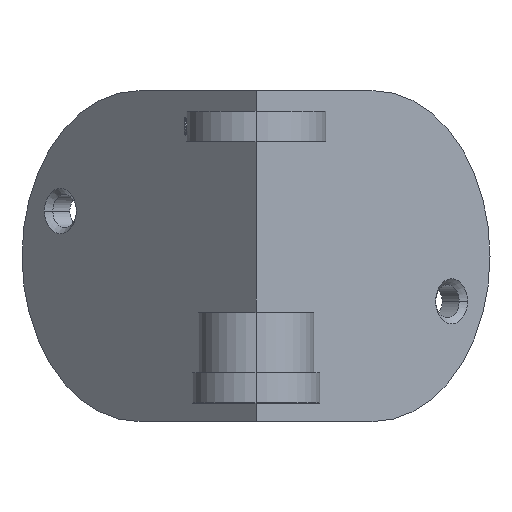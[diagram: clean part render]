
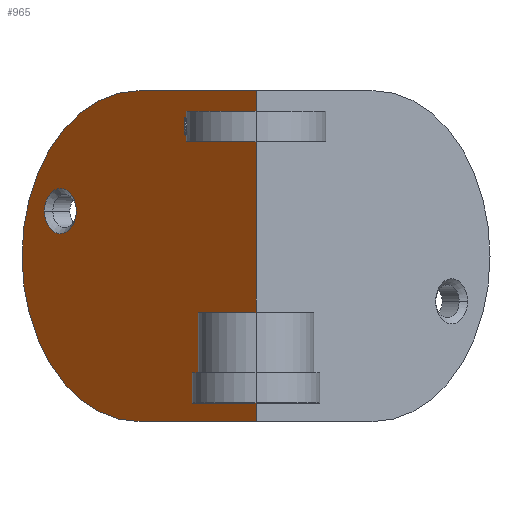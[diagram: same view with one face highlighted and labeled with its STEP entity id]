
A CAD part, top view. The second image highlights one B-rep face of the part: STEP entity #965.
In plain terms, the highlighted planar face has unit normal (-0.707, 0, 0.707).
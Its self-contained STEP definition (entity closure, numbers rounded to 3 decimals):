
#5 = CIRCLE ( 'NONE', #1322, 7.5 ) ;
#68 = CARTESIAN_POINT ( 'NONE',  ( -38.891, 0., -24.749 ) ) ;
#73 = LINE ( 'NONE', #1366, #1834 ) ;
#92 = DIRECTION ( 'NONE',  ( -0.707, 0., 0.707 ) ) ;
#134 = CARTESIAN_POINT ( 'NONE',  ( 0., -55., 14.142 ) ) ;
#165 = CARTESIAN_POINT ( 'NONE',  ( -70.357, 15., -56.215 ) ) ;
#195 = VERTEX_POINT ( 'NONE', #1433 ) ;
#202 = VERTEX_POINT ( 'NONE', #1577 ) ;
#210 = VERTEX_POINT ( 'NONE', #1101 ) ;
#252 = PLANE ( 'NONE',  #1772 ) ;
#254 = DIRECTION ( 'NONE',  ( -0.707, 0., -0.707 ) ) ;
#278 = VECTOR ( 'NONE', #1550, 1000. ) ;
#314 = ORIENTED_EDGE ( 'NONE', *, *, #1334, .T. ) ;
#318 = CARTESIAN_POINT ( 'NONE',  ( -65.054, 15., -50.912 ) ) ;
#357 = CARTESIAN_POINT ( 'NONE',  ( 0., 55., 14.142 ) ) ;
#368 = EDGE_CURVE ( 'NONE', #1481, #788, #658, .T. ) ;
#371 = DIRECTION ( 'NONE',  ( -0.707, 0., -0.707 ) ) ;
#410 = DIRECTION ( 'NONE',  ( -0.707, 0., -0.707 ) ) ;
#435 = CIRCLE ( 'NONE', #642, 55. ) ;
#487 = VERTEX_POINT ( 'NONE', #1657 ) ;
#515 = CARTESIAN_POINT ( 'NONE',  ( -38.891, -55., -24.749 ) ) ;
#642 = AXIS2_PLACEMENT_3D ( 'NONE', #68, #647, #1124 ) ;
#647 = DIRECTION ( 'NONE',  ( -0.707, 0., 0.707 ) ) ;
#658 = CIRCLE ( 'NONE', #1149, 7.5 ) ;
#734 = ORIENTED_EDGE ( 'NONE', *, *, #1509, .F. ) ;
#772 = DIRECTION ( 'NONE',  ( -0.707, 0., -0.707 ) ) ;
#788 = VERTEX_POINT ( 'NONE', #165 ) ;
#848 = LINE ( 'NONE', #134, #1478 ) ;
#868 = ORIENTED_EDGE ( 'NONE', *, *, #1350, .T. ) ;
#881 = EDGE_CURVE ( 'NONE', #487, #210, #1816, .T. ) ;
#927 = EDGE_LOOP ( 'NONE', ( #1613, #1634 ) ) ;
#941 = FACE_OUTER_BOUND ( 'NONE', #1022, .T. ) ;
#944 = DIRECTION ( 'NONE',  ( 0., -1., 0. ) ) ;
#965 = ADVANCED_FACE ( 'NONE', ( #1561, #941 ), #252, .F. ) ;
#990 = DIRECTION ( 'NONE',  ( 0.707, 0., 0.707 ) ) ;
#992 = VERTEX_POINT ( 'NONE', #515 ) ;
#1022 = EDGE_LOOP ( 'NONE', ( #1385, #1316, #314, #868, #734 ) ) ;
#1077 = DIRECTION ( 'NONE',  ( 0.707, 0., -0.707 ) ) ;
#1101 = CARTESIAN_POINT ( 'NONE',  ( 0., 55., 14.142 ) ) ;
#1116 = CARTESIAN_POINT ( 'NONE',  ( 0., 55., 14.142 ) ) ;
#1120 = EDGE_CURVE ( 'NONE', #788, #1481, #5, .T. ) ;
#1124 = DIRECTION ( 'NONE',  ( -0.707, 0., -0.707 ) ) ;
#1149 = AXIS2_PLACEMENT_3D ( 'NONE', #318, #1077, #772 ) ;
#1248 = CIRCLE ( 'NONE', #1374, 55. ) ;
#1316 = ORIENTED_EDGE ( 'NONE', *, *, #1638, .T. ) ;
#1322 = AXIS2_PLACEMENT_3D ( 'NONE', #1579, #1445, #410 ) ;
#1334 = EDGE_CURVE ( 'NONE', #202, #992, #435, .T. ) ;
#1350 = EDGE_CURVE ( 'NONE', #992, #195, #848, .T. ) ;
#1366 = CARTESIAN_POINT ( 'NONE',  ( 0., 55., 14.142 ) ) ;
#1374 = AXIS2_PLACEMENT_3D ( 'NONE', #1407, #92, #254 ) ;
#1385 = ORIENTED_EDGE ( 'NONE', *, *, #881, .F. ) ;
#1394 = DIRECTION ( 'NONE',  ( 0.707, 0., -0.707 ) ) ;
#1407 = CARTESIAN_POINT ( 'NONE',  ( -38.891, 0., -24.749 ) ) ;
#1433 = CARTESIAN_POINT ( 'NONE',  ( 0., -55., 14.142 ) ) ;
#1445 = DIRECTION ( 'NONE',  ( 0.707, 0., -0.707 ) ) ;
#1478 = VECTOR ( 'NONE', #990, 1000. ) ;
#1481 = VERTEX_POINT ( 'NONE', #1532 ) ;
#1509 = EDGE_CURVE ( 'NONE', #210, #195, #73, .T. ) ;
#1532 = CARTESIAN_POINT ( 'NONE',  ( -59.751, 15., -45.608 ) ) ;
#1550 = DIRECTION ( 'NONE',  ( 0.707, 0., 0.707 ) ) ;
#1561 = FACE_BOUND ( 'NONE', #927, .T. ) ;
#1577 = CARTESIAN_POINT ( 'NONE',  ( -77.782, 0., -63.64 ) ) ;
#1579 = CARTESIAN_POINT ( 'NONE',  ( -65.054, 15., -50.912 ) ) ;
#1613 = ORIENTED_EDGE ( 'NONE', *, *, #368, .T. ) ;
#1634 = ORIENTED_EDGE ( 'NONE', *, *, #1120, .T. ) ;
#1638 = EDGE_CURVE ( 'NONE', #487, #202, #1248, .T. ) ;
#1657 = CARTESIAN_POINT ( 'NONE',  ( -38.891, 55., -24.749 ) ) ;
#1772 = AXIS2_PLACEMENT_3D ( 'NONE', #357, #1394, #371 ) ;
#1816 = LINE ( 'NONE', #1116, #278 ) ;
#1834 = VECTOR ( 'NONE', #944, 1000. ) ;
